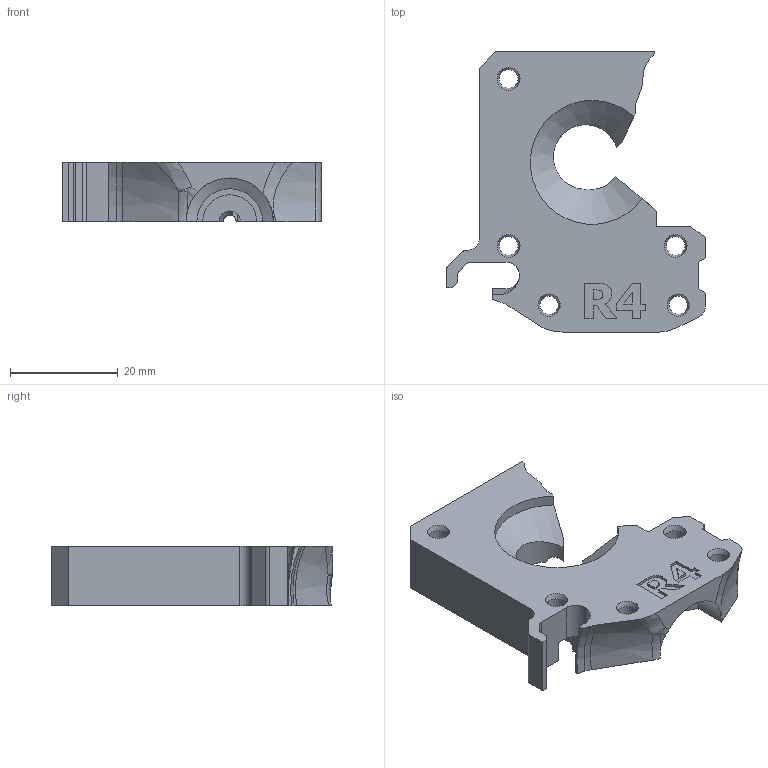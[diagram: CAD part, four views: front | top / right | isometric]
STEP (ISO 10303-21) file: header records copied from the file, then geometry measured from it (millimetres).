
FILE_DESCRIPTION(/* description */ (''),/* implementation_level */ '2;1');
FILE_NAME(/* name */ 'extruder-motor-plate.stp',/* time_stamp */ '2019-02-11T12:41:15+01:00',/* author */ ('PR'),/* organization */ (''),/* preprocessor_version */ 'ST-DEVELOPER v17',/* originating_system */ 'Autodesk Inventor 2019',/* authorisation */ '');
FILE_SCHEMA (('AUTOMOTIVE_DESIGN { 1 0 10303 214 3 1 1 }'));
Length unit declared in the file: millimetre
Products named in the file (1): x4-extruder-motor-plate
Bounding box: 48 x 52 x 11 mm (x, y, z)
Volume: 11440.6 mm3; surface area: 6609.6 mm2
Topology: 1 solids, 1 shells, 165 faces, 462 edges, 305 vertices
Faces by surface type: plane 99, cylinder 31, cone 18, bspline 13, torus 3, sphere 1
Full cylindrical faces by diameter (mm): 3.4 x2, 3.5 x3, 6.2 x1, 8.2 x1
Entity records: 5659 total; most frequent: CARTESIAN_POINT 1407, ORIENTED_EDGE 922, DIRECTION 813, EDGE_CURVE 461, LINE 311, VECTOR 311, VERTEX_POINT 305, AXIS2_PLACEMENT_3D 251
